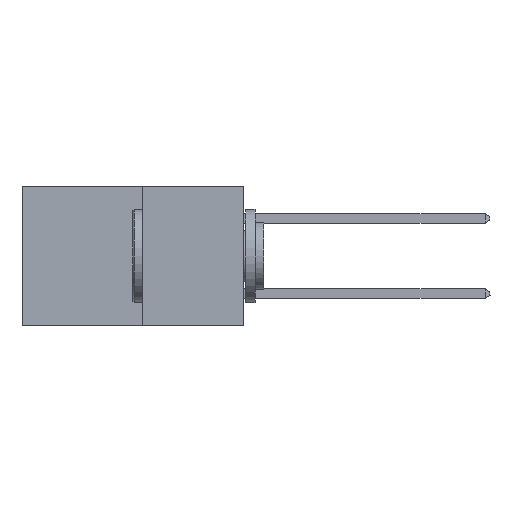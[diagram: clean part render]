
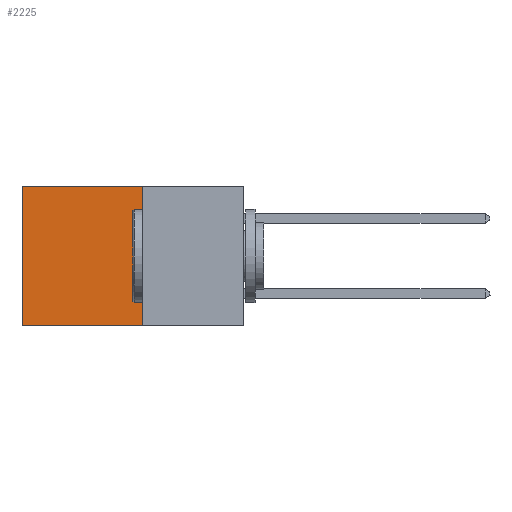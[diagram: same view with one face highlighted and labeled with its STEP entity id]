
A CAD part, left-side view. The second image highlights one B-rep face of the part: STEP entity #2225.
In plain terms, the highlighted planar face has unit normal (-1, 0, 0).
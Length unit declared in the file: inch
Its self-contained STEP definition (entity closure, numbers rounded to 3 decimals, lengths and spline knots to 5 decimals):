
#201 = EDGE_CURVE ( 'NONE', #6568, #9570, #17692, .T. ) ;
#2225 = ADVANCED_FACE ( 'NONE', ( #19472 ), #4881, .F. ) ;
#3352 = DIRECTION ( 'NONE',  ( 0., 1., 0. ) ) ;
#3392 = LINE ( 'NONE', #3891, #15654 ) ;
#3535 = ORIENTED_EDGE ( 'NONE', *, *, #7815, .F. ) ;
#3891 = CARTESIAN_POINT ( 'NONE',  ( 0.277, 0.27, 0. ) ) ;
#4242 = DIRECTION ( 'NONE',  ( 0., 0., -1. ) ) ;
#4261 = EDGE_CURVE ( 'NONE', #16590, #9570, #20156, .T. ) ;
#4268 = DIRECTION ( 'NONE',  ( 1., 0., 0. ) ) ;
#4881 = PLANE ( 'NONE',  #15063 ) ;
#4961 = VECTOR ( 'NONE', #11059, 39.37008 ) ;
#5025 = ORIENTED_EDGE ( 'NONE', *, *, #4261, .T. ) ;
#5070 = LINE ( 'NONE', #9873, #13260 ) ;
#6568 = VERTEX_POINT ( 'NONE', #21459 ) ;
#7815 = EDGE_CURVE ( 'NONE', #8476, #6568, #5070, .T. ) ;
#7880 = CARTESIAN_POINT ( 'NONE',  ( 0.277, 0.59, -0.37 ) ) ;
#7922 = EDGE_CURVE ( 'NONE', #8476, #16590, #3392, .T. ) ;
#8278 = DIRECTION ( 'NONE',  ( 0., 0., -1. ) ) ;
#8476 = VERTEX_POINT ( 'NONE', #12932 ) ;
#8975 = CARTESIAN_POINT ( 'NONE',  ( 0.277, 0.59, 0. ) ) ;
#9570 = VERTEX_POINT ( 'NONE', #12400 ) ;
#9842 = DIRECTION ( 'NONE',  ( 0., 0., -1. ) ) ;
#9873 = CARTESIAN_POINT ( 'NONE',  ( 0.277, 0.27, -0.37 ) ) ;
#11040 = CARTESIAN_POINT ( 'NONE',  ( 0.277, 0.27, -0.37 ) ) ;
#11059 = DIRECTION ( 'NONE',  ( 0., 1., 0. ) ) ;
#12400 = CARTESIAN_POINT ( 'NONE',  ( 0.277, 0.59, -0.37 ) ) ;
#12932 = CARTESIAN_POINT ( 'NONE',  ( 0.277, 0.27, 0. ) ) ;
#13260 = VECTOR ( 'NONE', #9842, 39.37008 ) ;
#15063 = AXIS2_PLACEMENT_3D ( 'NONE', #20327, #4268, #4242 ) ;
#15654 = VECTOR ( 'NONE', #3352, 39.37008 ) ;
#16590 = VERTEX_POINT ( 'NONE', #8975 ) ;
#17692 = LINE ( 'NONE', #11040, #4961 ) ;
#17702 = EDGE_LOOP ( 'NONE', ( #5025, #22067, #3535, #20235 ) ) ;
#19472 = FACE_OUTER_BOUND ( 'NONE', #17702, .T. ) ;
#19632 = VECTOR ( 'NONE', #8278, 39.37008 ) ;
#20156 = LINE ( 'NONE', #7880, #19632 ) ;
#20235 = ORIENTED_EDGE ( 'NONE', *, *, #7922, .T. ) ;
#20327 = CARTESIAN_POINT ( 'NONE',  ( 0.277, 0.27, -0.37 ) ) ;
#21459 = CARTESIAN_POINT ( 'NONE',  ( 0.277, 0.27, -0.37 ) ) ;
#22067 = ORIENTED_EDGE ( 'NONE', *, *, #201, .F. ) ;
